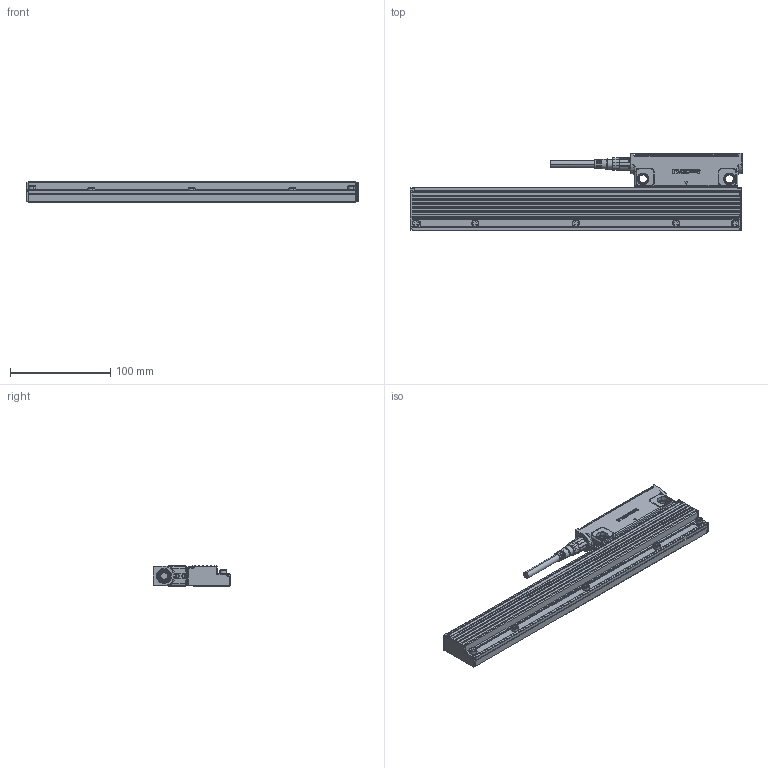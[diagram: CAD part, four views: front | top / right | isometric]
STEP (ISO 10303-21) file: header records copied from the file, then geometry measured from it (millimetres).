
FILE_DESCRIPTION(('CATIA V5 STEP','CAx-IF Rec.Pracs.--- Model Styling and Organization---1.4--- 2014-01-23'),'2;1');
FILE_NAME('SQ57-022-R.stp','2021-01-04T03:52:19+00:00',('none'),('none'),'CATIA Version 5-6 Release 2017 SP5','CATIA V5 STEP AP214','none');
FILE_SCHEMA(('AUTOMOTIVE_DESIGN { 1 0 10303 214 1 1 1 1 }'));
Products named in the file (4): SQ57-022-R; Head ASSY R; Scale cover 220; Scale base 220
Assembly tree (3 placements, depth 2):
  SQ57-022-R
    Head ASSY R
    Scale cover 220
    Scale base 220
Bounding box: 330.5 x 77 x 20 mm (x, y, z)
Volume: 232108.9 mm3; surface area: 141299.3 mm2
Topology: 3 solids, 33 shells, 3772 faces, 10130 edges, 6461 vertices
Faces by surface type: cone 1170, plane 1064, cylinder 807, bspline 515, torus 175, sphere 34, extrusion 7
Entity records: 137558 total; most frequent: CARTESIAN_POINT 52561, ORIENTED_EDGE 20156, DIRECTION 12934, EDGE_CURVE 10078, VERTEX_POINT 6461, AXIS2_PLACEMENT_3D 6344, VECTOR 4193, LINE 4186
